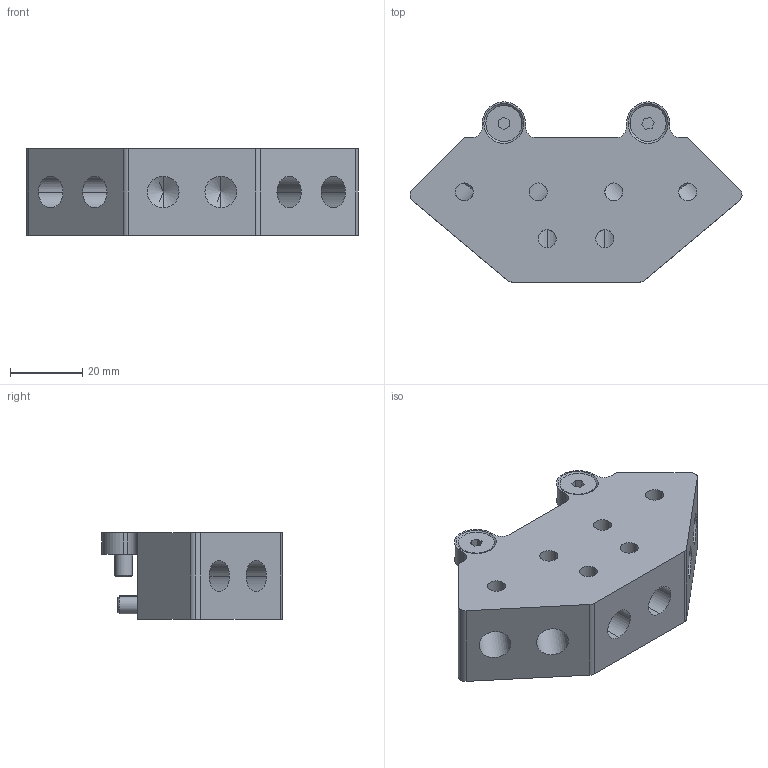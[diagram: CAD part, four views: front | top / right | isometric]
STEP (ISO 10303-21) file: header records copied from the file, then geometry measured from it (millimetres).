
FILE_DESCRIPTION (( 'STEP AP214' ), '1' );
FILE_NAME ('P1398.STEP', '2025-06-12T10:24:18', ( '' ), ( '' ), 'SwSTEP 2.0', 'SolidWorks 2024', '' );
FILE_SCHEMA (( 'AUTOMOTIVE_DESIGN' ));
Length unit declared in the file: millimetre
Products named in the file (1): P1398
Bounding box: 92.08 x 50 x 24 mm (x, y, z)
Volume: 61254 mm3; surface area: 16612 mm2
Topology: 5 solids, 5 shells, 133 faces, 331 edges, 200 vertices
Faces by surface type: cylinder 59, plane 38, cone 36
Entity records: 4252 total; most frequent: CARTESIAN_POINT 1025, DIRECTION 683, ORIENTED_EDGE 630, EDGE_CURVE 315, AXIS2_PLACEMENT_3D 258, VERTEX_POINT 200, VECTOR 167, LINE 167
